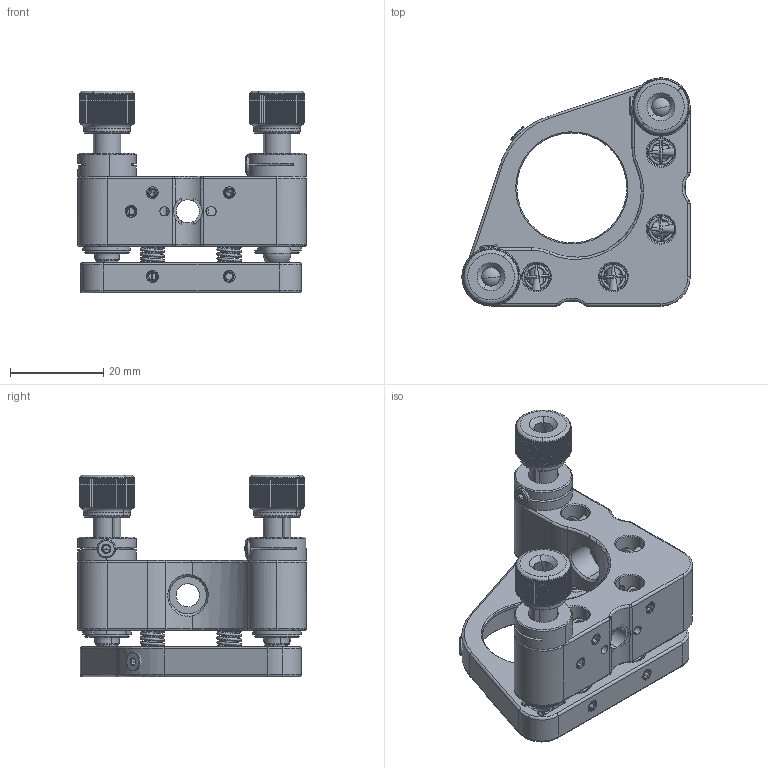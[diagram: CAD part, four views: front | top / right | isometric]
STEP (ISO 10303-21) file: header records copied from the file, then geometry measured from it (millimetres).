
FILE_DESCRIPTION (( 'STEP AP203' ), '1' );
FILE_NAME ('EMHS25.4-2A.STEP', '2025-06-17T01:52:57', ( '' ), ( '' ), 'SwSTEP 2.0', 'SolidWorks 2020', '' );
FILE_SCHEMA (( 'CONFIG_CONTROL_DESIGN' ));
Length unit declared in the file: millimetre
Products named in the file (1): EMHS25.4-2A
Bounding box: 49 x 49 x 43.3 mm (x, y, z)
Surface area: 17376.8 mm2 (no closed solid volume)
Topology: 0 solids, 35 shells, 1056 faces, 3168 edges, 2143 vertices
Faces by surface type: plane 471, cylinder 322, cone 132, torus 95, bspline 24, sphere 12
Entity records: 58975 total; most frequent: CARTESIAN_POINT 36491, ORIENTED_EDGE 6003, EDGE_CURVE 3120, B_SPLINE_CURVE_WITH_KNOTS 2873, DIRECTION 2317, VERTEX_POINT 2143, EDGE_LOOP 1158, FACE_OUTER_BOUND 1056
